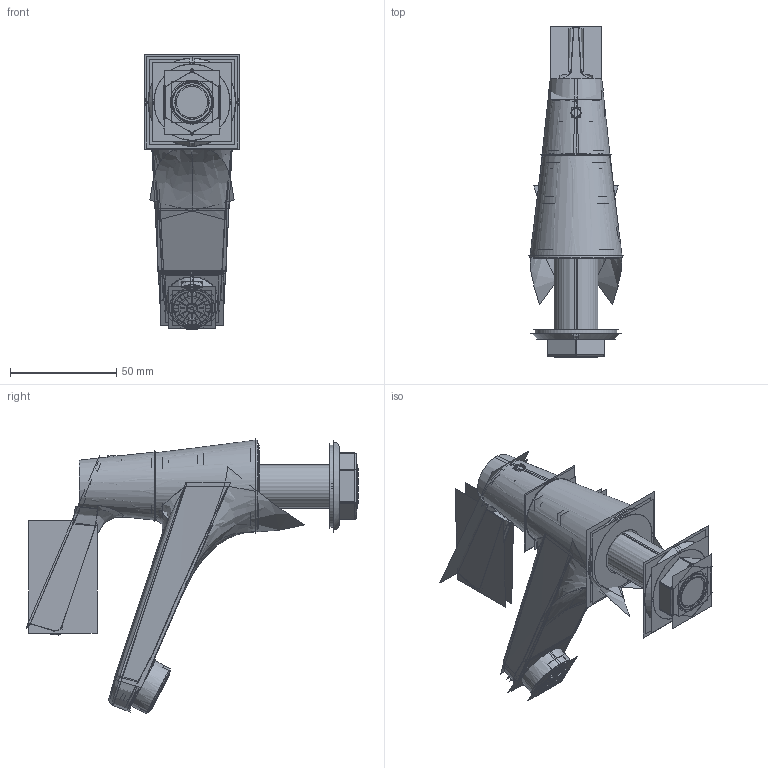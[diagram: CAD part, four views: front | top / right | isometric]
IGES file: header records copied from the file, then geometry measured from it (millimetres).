
Start section:  PTC IGES file: ffast601-1t1500bt0.igs
Global section: file name: ffast601-1t1500bt0.igs; native system: Creo Parametric by PTC Inc.; preprocessor: 2014440; author: 10114244; organization: Unknown; date: 20180807.092453; units: millimetre
Bounding box: 45.02 x 156.01 x 129.5 mm (x, y, z)
Volume: 111690.2 mm3; surface area: 1289880.6 mm2
Topology: 8 solids, 12 shells, 1754 faces, 11762 edges, 16795 vertices
Faces by surface type: bspline 958, revolution 792, extrusion 4
